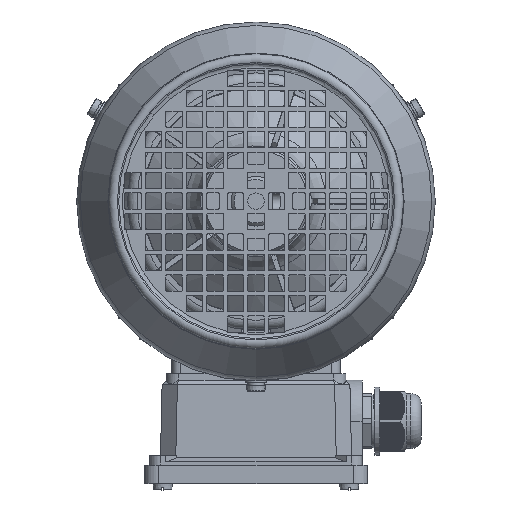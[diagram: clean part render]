
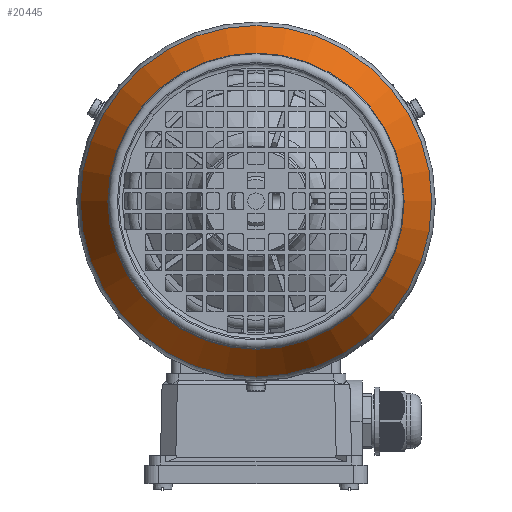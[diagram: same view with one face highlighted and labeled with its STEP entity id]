
A CAD part, top view. The second image highlights one B-rep face of the part: STEP entity #20445.
In plain terms, the highlighted conical face has half-angle 30 degrees and reference radius 85.758 mm.
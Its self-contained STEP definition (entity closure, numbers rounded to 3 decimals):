
#20445=ADVANCED_FACE('',(#26239,#26240),#23969,.T.);
#23969=CONICAL_SURFACE('',#74620,85.758,30.);
#26239=FACE_BOUND('',#27848,.T.);
#26240=FACE_BOUND('',#27849,.T.);
#27848=EDGE_LOOP('',(#34973));
#27849=EDGE_LOOP('',(#34974));
#34973=ORIENTED_EDGE('',*,*,#62215,.T.);
#34974=ORIENTED_EDGE('',*,*,#62214,.F.);
#54707=VERTEX_POINT('',#106201);
#54708=VERTEX_POINT('',#106204);
#62214=EDGE_CURVE('',#54707,#54707,#71576,.T.);
#62215=EDGE_CURVE('',#54708,#54708,#71577,.T.);
#71576=CIRCLE('',#74617,85.758);
#71577=CIRCLE('',#74619,72.283);
#74617=AXIS2_PLACEMENT_3D('',#106200,#83355,#83356);
#74619=AXIS2_PLACEMENT_3D('',#106203,#83359,#83360);
#74620=AXIS2_PLACEMENT_3D('',#106205,#83361,#83362);
#83355=DIRECTION('',(0.,0.,-1.));
#83356=DIRECTION('',(1.,0.,0.));
#83359=DIRECTION('',(0.,0.,-1.));
#83360=DIRECTION('',(1.,0.,0.));
#83361=DIRECTION('',(0.,0.,-1.));
#83362=DIRECTION('',(1.,0.,0.));
#106200=CARTESIAN_POINT('',(0.,0.,224.974));
#106201=CARTESIAN_POINT('',(85.758,0.,224.974));
#106203=CARTESIAN_POINT('',(0.,0.,248.313));
#106204=CARTESIAN_POINT('',(72.283,0.,248.313));
#106205=CARTESIAN_POINT('',(0.,0.,224.974));
